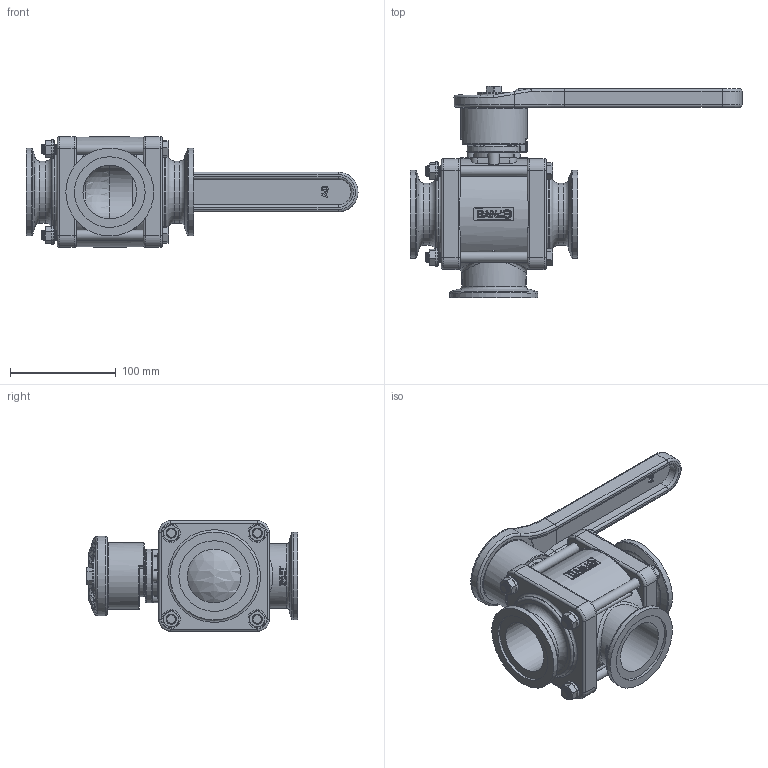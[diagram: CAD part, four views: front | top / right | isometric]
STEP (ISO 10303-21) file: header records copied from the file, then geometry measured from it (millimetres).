
FILE_DESCRIPTION(/* description */ ('2" Bottom Load Valve Assembly, Extended Handle'),/* implementation_level */ '2;1');
FILE_NAME(/* name */ 'MVL220BLEH.stp',/* time_stamp */ '2020-05-19T08:39:06-04:00',/* author */ ('MEG'),/* organization */ (''),/* preprocessor_version */ 'ST-DEVELOPER v17.2',/* originating_system */ 'Autodesk Inventor 2019',/* authorisation */ '');
FILE_SCHEMA (('AUTOMOTIVE_DESIGN { 1 0 10303 214 3 1 1 }'));
Products named in the file (25): MVL220BLEH; MV25354B; MV25354B_1; VL1000; V25355B; V25355BM; VX25355B; V25378; V25378X; V25121; V20018; V20019; V25017; V25160; V25163; V25060; V25151B; V25151BX; V25258; V25264; 050DECAL; VL200BL; V25153138BLX; V25153; V20010SS
Assembly tree (36 placements, depth 4):
  MVL220BLEH
    MV25354B
      MV25354B_1
      VL1000
    V25355B
      V25355BM
        VX25355B
    V25378  x2
      V25378X
    V25121
    V20018  x4
    V20019  x4
    V25017  x4
    V25160
    V25163
    V25060
    V25151B
      V25151BX
    V25258  x2
    V25264  x2
    050DECAL
    VL200BL
    V25153138BLX
    V25153
    V20010SS
Bounding box: 313.94 x 200.31 x 105.21 mm (x, y, z)
Volume: 1030308.7 mm3; surface area: 320186.4 mm2
Topology: 31 solids, 31 shells, 4754 faces, 12506 edges, 8207 vertices
Faces by surface type: plane 2520, bspline 1103, cylinder 621, cone 381, torus 101, sphere 28
Full cylindrical faces by diameter (mm): 7.798 x1, 8.236 x60, 9.525 x60, 9.906 x1, 10.312 x1, 11.125 x8, 25.4 x3, 25.527 x1, 25.806 x1, 31.521 x1, 31.623 x1, 31.75 x3, 35.306 x1, 36.525 x1, 37.084 x2, 50.8 x3, 52.07 x2, 58.674 x2, 60.96 x1, 62.992 x1, 64.77 x2, 64.973 x2, 66.802 x3, 83.058 x5, 84.074 x2, 85.598 x1, 88.9 x2, 96.114 x2
Entity records: 141469 total; most frequent: CARTESIAN_POINT 42636, ORIENTED_EDGE 22116, DIRECTION 16126, EDGE_CURVE 11058, LINE 7310, VECTOR 7310, VERTEX_POINT 7270, EDGE_LOOP 4632
